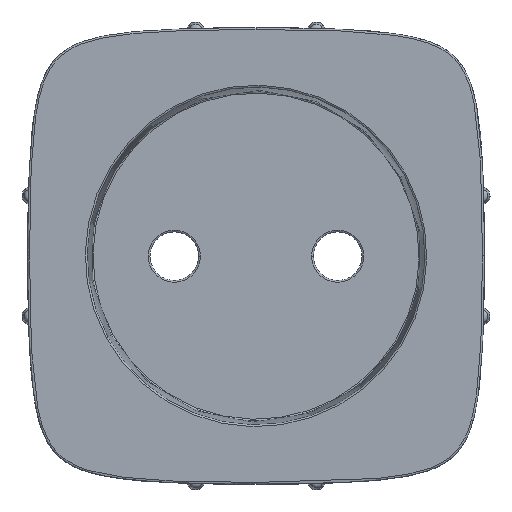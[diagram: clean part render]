
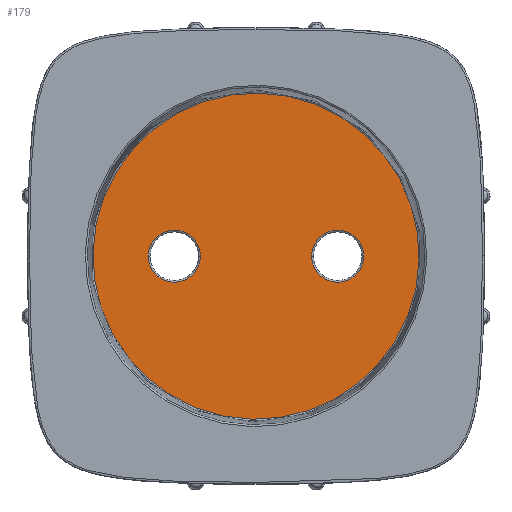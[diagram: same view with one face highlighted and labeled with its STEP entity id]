
A CAD part, top view. The second image highlights one B-rep face of the part: STEP entity #179.
In plain terms, the highlighted planar face has unit normal (0, 0, 1).
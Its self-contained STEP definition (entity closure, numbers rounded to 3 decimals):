
#38=AXIS2_PLACEMENT_3D('Circle Axis2P3D',#36,#37,$) ;
#86=AXIS2_PLACEMENT_3D('Circle Axis2P3D',#84,#85,$) ;
#137=AXIS2_PLACEMENT_3D('Plane Axis2P3D',#134,#135,#136) ;
#145=AXIS2_PLACEMENT_3D('Circle Axis2P3D',#143,#144,$) ;
#154=AXIS2_PLACEMENT_3D('Circle Axis2P3D',#152,#153,$) ;
#163=AXIS2_PLACEMENT_3D('Circle Axis2P3D',#161,#162,$) ;
#172=AXIS2_PLACEMENT_3D('Circle Axis2P3D',#170,#171,$) ;
#36=CARTESIAN_POINT('Axis2P3D Location',(0.,0.,-3.75)) ;
#40=CARTESIAN_POINT('Vertex',(-16.636,-9.088,-3.75)) ;
#42=CARTESIAN_POINT('Vertex',(16.636,9.088,-3.75)) ;
#84=CARTESIAN_POINT('Axis2P3D Location',(0.,0.,-3.75)) ;
#134=CARTESIAN_POINT('Axis2P3D Location',(0.,0.,-3.75)) ;
#143=CARTESIAN_POINT('Axis2P3D Location',(-9.5,0.,-3.75)) ;
#147=CARTESIAN_POINT('Vertex',(-12.528,0.,-3.75)) ;
#149=CARTESIAN_POINT('Vertex',(-6.472,0.,-3.75)) ;
#152=CARTESIAN_POINT('Axis2P3D Location',(-9.5,0.,-3.75)) ;
#161=CARTESIAN_POINT('Axis2P3D Location',(9.5,0.,-3.75)) ;
#165=CARTESIAN_POINT('Vertex',(12.528,0.,-3.75)) ;
#167=CARTESIAN_POINT('Vertex',(6.472,0.,-3.75)) ;
#170=CARTESIAN_POINT('Axis2P3D Location',(9.5,0.,-3.75)) ;
#37=DIRECTION('Axis2P3D Direction',(0.,0.,1.)) ;
#85=DIRECTION('Axis2P3D Direction',(0.,0.,1.)) ;
#135=DIRECTION('Axis2P3D Direction',(0.,0.,1.)) ;
#136=DIRECTION('Axis2P3D XDirection',(1.,0.,0.)) ;
#144=DIRECTION('Axis2P3D Direction',(0.,0.,1.)) ;
#153=DIRECTION('Axis2P3D Direction',(0.,0.,1.)) ;
#162=DIRECTION('Axis2P3D Direction',(0.,0.,1.)) ;
#171=DIRECTION('Axis2P3D Direction',(0.,0.,1.)) ;
#140=ORIENTED_EDGE('',*,*,#44,.F.) ;
#141=ORIENTED_EDGE('',*,*,#88,.F.) ;
#158=ORIENTED_EDGE('',*,*,#151,.T.) ;
#159=ORIENTED_EDGE('',*,*,#156,.T.) ;
#176=ORIENTED_EDGE('',*,*,#169,.T.) ;
#177=ORIENTED_EDGE('',*,*,#174,.T.) ;
#160=FACE_BOUND('',#157,.T.) ;
#178=FACE_BOUND('',#175,.T.) ;
#179=ADVANCED_FACE('PartBody',(#142,#160,#178),#138,.T.) ;
#39=CIRCLE('generated circle',#38,18.957) ;
#87=CIRCLE('generated circle',#86,18.957) ;
#146=CIRCLE('generated circle',#145,3.028) ;
#155=CIRCLE('generated circle',#154,3.028) ;
#164=CIRCLE('generated circle',#163,3.028) ;
#173=CIRCLE('generated circle',#172,3.028) ;
#44=EDGE_CURVE('',#41,#43,#39,.F.) ;
#88=EDGE_CURVE('',#43,#41,#87,.F.) ;
#151=EDGE_CURVE('',#148,#150,#146,.F.) ;
#156=EDGE_CURVE('',#150,#148,#155,.F.) ;
#169=EDGE_CURVE('',#166,#168,#164,.F.) ;
#174=EDGE_CURVE('',#168,#166,#173,.F.) ;
#139=EDGE_LOOP('',(#140,#141)) ;
#157=EDGE_LOOP('',(#158,#159)) ;
#175=EDGE_LOOP('',(#176,#177)) ;
#142=FACE_OUTER_BOUND('',#139,.T.) ;
#138=PLANE('',#137) ;
#41=VERTEX_POINT('',#40) ;
#43=VERTEX_POINT('',#42) ;
#148=VERTEX_POINT('',#147) ;
#150=VERTEX_POINT('',#149) ;
#166=VERTEX_POINT('',#165) ;
#168=VERTEX_POINT('',#167) ;
